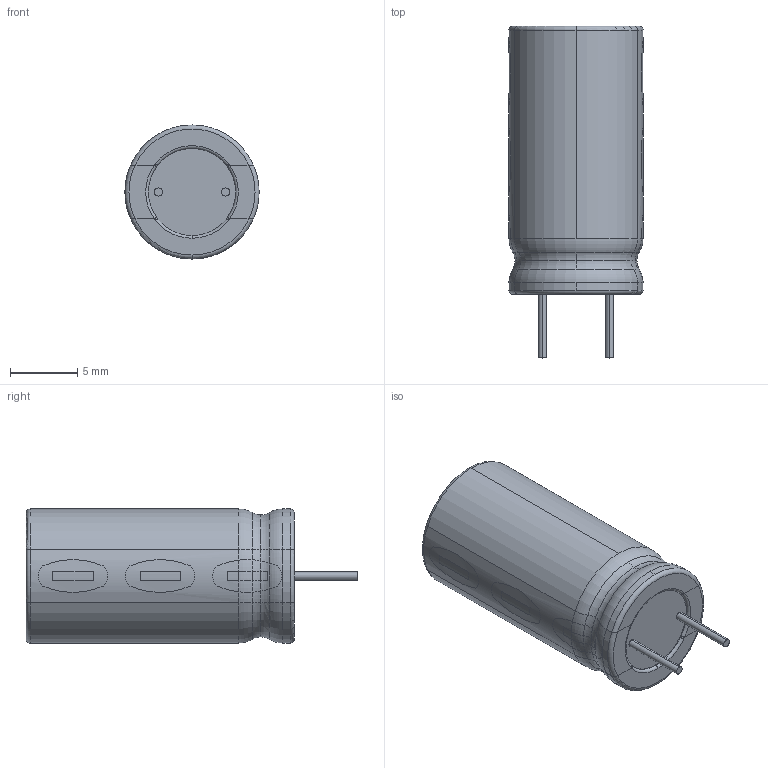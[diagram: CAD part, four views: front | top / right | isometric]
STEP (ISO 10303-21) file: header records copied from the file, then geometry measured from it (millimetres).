
FILE_DESCRIPTION (( 'STEP AP214' ), '1' );
FILE_NAME ('El_5_10_20_Black.STEP', '2023-07-15T16:08:05', ( 'Yurii' ), ( '' ), 'SwSTEP 2.0', 'SolidWorks 2019', '' );
FILE_SCHEMA (( 'AUTOMOTIVE_DESIGN' ));
Length unit declared in the file: millimetre
Products named in the file (1): El_5_10_20_Black
Bounding box: 10 x 24.75 x 10 mm (x, y, z)
Volume: 1533.7 mm3; surface area: 805.3 mm2
Topology: 1 solids, 1 shells, 132 faces, 320 edges, 200 vertices
Faces by surface type: torus 72, cylinder 44, plane 16
Entity records: 5635 total; most frequent: CARTESIAN_POINT 1225, DIRECTION 674, ORIENTED_EDGE 640, EDGE_CURVE 320, AXIS2_PLACEMENT_3D 309, VERTEX_POINT 200, CIRCLE 176, EDGE_LOOP 142
